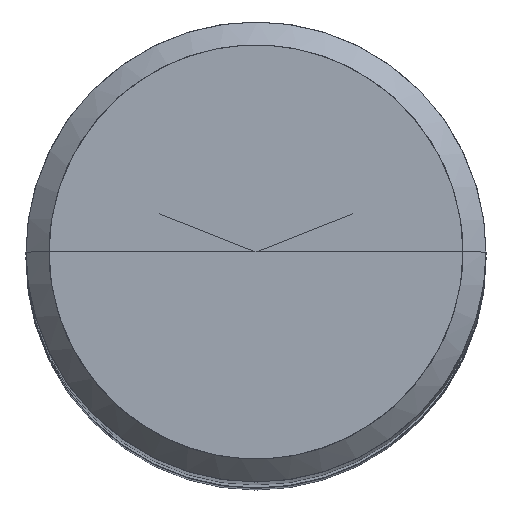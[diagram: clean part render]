
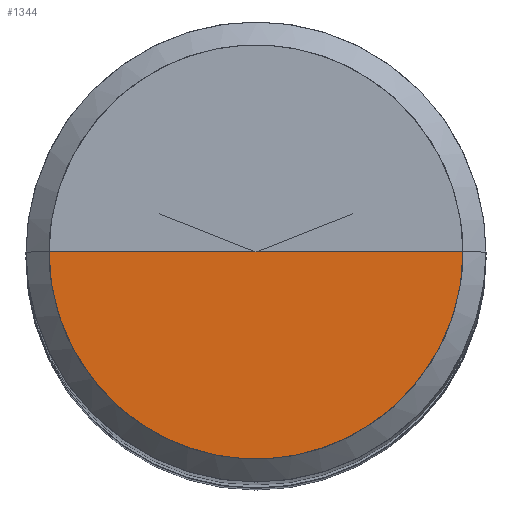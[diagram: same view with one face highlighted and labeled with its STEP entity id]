
A CAD part, top view. The second image highlights one B-rep face of the part: STEP entity #1344.
In plain terms, the highlighted free-form (B-spline) face has degree [1, 2] with [2, 5] control points.
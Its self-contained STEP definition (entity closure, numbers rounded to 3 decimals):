
#863=CARTESIAN_POINT('',(4.5,0.0,37.4));
#867=CARTESIAN_POINT('',(-4.5,0.0,37.4));
#868=CARTESIAN_POINT('',(0.0,0.0,37.4));
#884=CARTESIAN_POINT('',(-4.5,-4.5,37.4));
#885=CARTESIAN_POINT('',(0.0,-4.5,37.4));
#886=CARTESIAN_POINT('',(4.5,-4.5,37.4));
#1329=(
BOUNDED_SURFACE()
B_SPLINE_SURFACE(1,2,(
(#867,#884,#885,#886,#863),
(#868,#868,#868,#868,#868)
), .UNSPECIFIED.,.F.,.F.,.F.)
B_SPLINE_SURFACE_WITH_KNOTS((2,2),(3,2,3),(
0.0,1.0),(
0.0,0.5,1.0), .UNSPECIFIED.)
GEOMETRIC_REPRESENTATION_ITEM()
RATIONAL_B_SPLINE_SURFACE(((1.0,0.707,1.0,0.707,1.0),
(1.0,0.707,1.0,0.707,1.0)
))
REPRESENTATION_ITEM('')
SURFACE()
);
#1330=(
BOUNDED_CURVE()
B_SPLINE_CURVE(2,(#863,#886,#885,#884,#867),.UNSPECIFIED.,.F.,.F.)
B_SPLINE_CURVE_WITH_KNOTS((3,2,3),
(0.0,0.5,1.0),.UNSPECIFIED.)
CURVE()
GEOMETRIC_REPRESENTATION_ITEM()
RATIONAL_B_SPLINE_CURVE((1.0,0.707,1.0,0.707,1.0))
REPRESENTATION_ITEM('')
);
#1331=(
BOUNDED_CURVE()
B_SPLINE_CURVE(1,(#867,#868),.UNSPECIFIED.,.F.,.F.)
B_SPLINE_CURVE_WITH_KNOTS((2,2),
(0.0,1.0),.UNSPECIFIED.)
CURVE()
GEOMETRIC_REPRESENTATION_ITEM()
RATIONAL_B_SPLINE_CURVE((1.0,1.0))
REPRESENTATION_ITEM('')
);
#1332=(
BOUNDED_CURVE()
B_SPLINE_CURVE(1,(#868,#863),.UNSPECIFIED.,.F.,.F.)
B_SPLINE_CURVE_WITH_KNOTS((2,2),
(0.0,1.0),.UNSPECIFIED.)
CURVE()
GEOMETRIC_REPRESENTATION_ITEM()
RATIONAL_B_SPLINE_CURVE((1.0,1.0))
REPRESENTATION_ITEM('')
);
#1333=VERTEX_POINT('',#863);
#1334=VERTEX_POINT('',#867);
#1335=VERTEX_POINT('',#868);
#1336=EDGE_CURVE('',#1333,#1334,#1330,.T.);
#1337=EDGE_CURVE('',#1334,#1335,#1331,.T.);
#1338=EDGE_CURVE('',#1335,#1333,#1332,.T.);
#1339=ORIENTED_EDGE('',*,*,#1336,.T.);
#1340=ORIENTED_EDGE('',*,*,#1337,.T.);
#1341=ORIENTED_EDGE('',*,*,#1338,.T.);
#1342=EDGE_LOOP('',(#1339,#1340,#1341));
#1343=FACE_OUTER_BOUND('',#1342,.T.);
#1344=ADVANCED_FACE('',(#1343),#1329,.T.);
